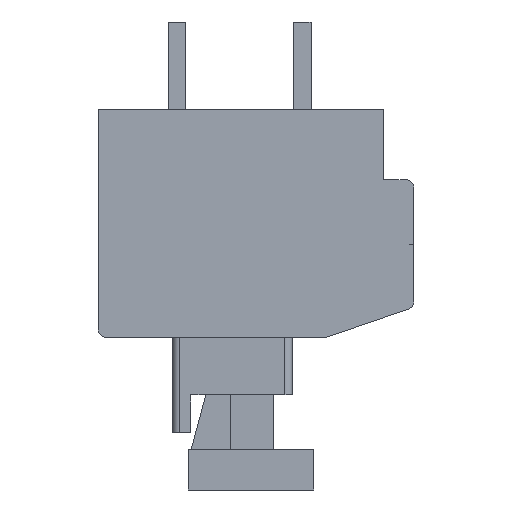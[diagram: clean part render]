
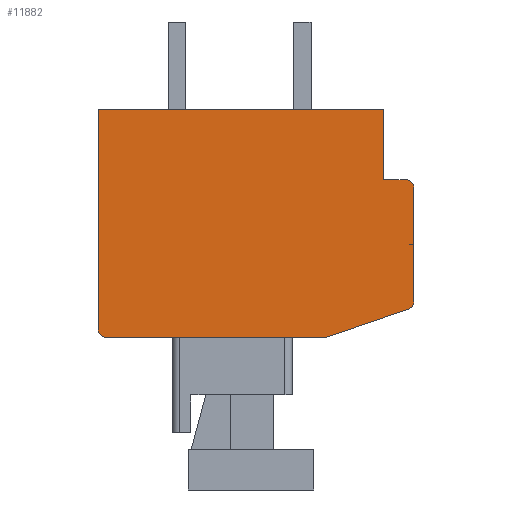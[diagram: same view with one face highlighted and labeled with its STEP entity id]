
A CAD part, front view. The second image highlights one B-rep face of the part: STEP entity #11882.
In plain terms, the highlighted planar face has unit normal (0, -1, 0).
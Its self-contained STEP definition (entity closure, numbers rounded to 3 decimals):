
#1=CARTESIAN_POINT('',(6.,-84.16,-3.136));
#2=DIRECTION('',(0.,-1.,0.));
#3=DIRECTION('',(0.324,0.,-0.946));
#4=AXIS2_PLACEMENT_3D('',#1,#2,#3);
#6=DIRECTION('',(-0.946,0.,-0.324));
#7=VECTOR('',#6,3.486);
#8=CARTESIAN_POINT('',(6.097,-84.16,-3.419));
#9=LINE('',#8,#7);
#10=DIRECTION('',(-1.,0.,0.));
#11=VECTOR('',#10,8.8);
#12=CARTESIAN_POINT('',(2.8,-84.16,-4.55));
#13=LINE('',#12,#11);
#14=CARTESIAN_POINT('',(-6.,-84.16,-4.25));
#15=DIRECTION('',(0.,-1.,0.));
#16=DIRECTION('',(-1.,0.,0.));
#17=AXIS2_PLACEMENT_3D('',#14,#15,#16);
#19=DIRECTION('',(0.,0.,1.));
#20=VECTOR('',#19,8.8);
#21=CARTESIAN_POINT('',(-6.3,-84.16,-4.25));
#22=LINE('',#21,#20);
#23=DIRECTION('',(1.,0.,0.));
#24=VECTOR('',#23,11.4);
#25=CARTESIAN_POINT('',(-6.3,-84.16,4.55));
#26=LINE('',#25,#24);
#27=DIRECTION('',(0.,0.,-1.));
#28=VECTOR('',#27,2.8);
#29=CARTESIAN_POINT('',(5.1,-84.16,4.55));
#30=LINE('',#29,#28);
#31=DIRECTION('',(1.,0.,0.));
#32=VECTOR('',#31,0.9);
#33=CARTESIAN_POINT('',(5.1,-84.16,1.75));
#34=LINE('',#33,#32);
#35=CARTESIAN_POINT('',(6.,-84.16,1.45));
#36=DIRECTION('',(0.,-1.,0.));
#37=DIRECTION('',(1.,0.,0.));
#38=AXIS2_PLACEMENT_3D('',#35,#36,#37);
#40=DIRECTION('',(0.,0.,-1.));
#41=VECTOR('',#40,4.586);
#42=CARTESIAN_POINT('',(6.3,-84.16,1.45));
#43=LINE('',#42,#41);
#9063=CARTESIAN_POINT('',(-6.3,-84.16,4.55));
#9064=CARTESIAN_POINT('',(5.1,-84.16,4.55));
#9065=VERTEX_POINT('',#9063);
#9066=VERTEX_POINT('',#9064);
#9067=CARTESIAN_POINT('',(5.1,-84.16,1.75));
#9068=VERTEX_POINT('',#9067);
#9069=CARTESIAN_POINT('',(6.097,-84.16,-3.419));
#9070=CARTESIAN_POINT('',(6.3,-84.16,-3.136));
#9071=VERTEX_POINT('',#9069);
#9072=VERTEX_POINT('',#9070);
#9073=CARTESIAN_POINT('',(6.3,-84.16,1.45));
#9074=CARTESIAN_POINT('',(6.,-84.16,1.75));
#9075=VERTEX_POINT('',#9073);
#9076=VERTEX_POINT('',#9074);
#9077=CARTESIAN_POINT('',(-6.3,-84.16,-4.25));
#9078=CARTESIAN_POINT('',(-6.,-84.16,-4.55));
#9079=VERTEX_POINT('',#9077);
#9080=VERTEX_POINT('',#9078);
#9081=CARTESIAN_POINT('',(2.8,-84.16,-4.55));
#9082=VERTEX_POINT('',#9081);
#11855=CARTESIAN_POINT('',(0.,-84.16,0.));
#11856=DIRECTION('',(0.,1.,0.));
#11857=DIRECTION('',(1.,0.,0.));
#11858=AXIS2_PLACEMENT_3D('',#11855,#11856,#11857);
#11859=PLANE('',#11858);
#11861=ORIENTED_EDGE('',*,*,#11860,.F.);
#11863=ORIENTED_EDGE('',*,*,#11862,.T.);
#11865=ORIENTED_EDGE('',*,*,#11864,.T.);
#11867=ORIENTED_EDGE('',*,*,#11866,.F.);
#11869=ORIENTED_EDGE('',*,*,#11868,.T.);
#11871=ORIENTED_EDGE('',*,*,#11870,.T.);
#11873=ORIENTED_EDGE('',*,*,#11872,.T.);
#11875=ORIENTED_EDGE('',*,*,#11874,.T.);
#11877=ORIENTED_EDGE('',*,*,#11876,.F.);
#11879=ORIENTED_EDGE('',*,*,#11878,.T.);
#11880=EDGE_LOOP('',(#11861,#11863,#11865,#11867,#11869,#11871,#11873,#11875,
#11877,#11879));
#11881=FACE_OUTER_BOUND('',#11880,.F.);
#11882=ADVANCED_FACE('',(#11881),#11859,.F.);
#5=CIRCLE('',#4,0.3);
#18=CIRCLE('',#17,0.3);
#39=CIRCLE('',#38,0.3);
#11860=EDGE_CURVE('',#9071,#9072,#5,.T.);
#11862=EDGE_CURVE('',#9071,#9082,#9,.T.);
#11864=EDGE_CURVE('',#9082,#9080,#13,.T.);
#11866=EDGE_CURVE('',#9079,#9080,#18,.T.);
#11868=EDGE_CURVE('',#9079,#9065,#22,.T.);
#11870=EDGE_CURVE('',#9065,#9066,#26,.T.);
#11872=EDGE_CURVE('',#9066,#9068,#30,.T.);
#11874=EDGE_CURVE('',#9068,#9076,#34,.T.);
#11876=EDGE_CURVE('',#9075,#9076,#39,.T.);
#11878=EDGE_CURVE('',#9075,#9072,#43,.T.);
